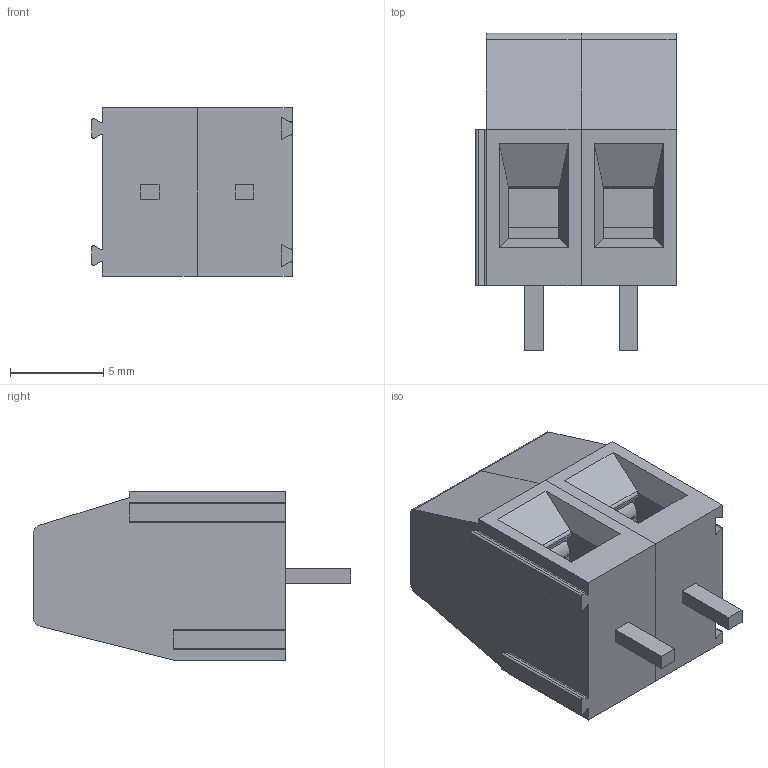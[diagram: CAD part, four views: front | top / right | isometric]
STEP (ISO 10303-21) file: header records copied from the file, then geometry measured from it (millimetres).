
FILE_DESCRIPTION(('STEP AP214'),'1');
FILE_NAME(' ',' ',('TraceParts'),('TraceParts S.A.'),'XStep 1.0',' ',' ');
FILE_SCHEMA(('automotive_design'));
Length unit declared in the file: millimetre
Products named in the file (2): 20020316-H02_ASM|Next assembly relationship;20020316-H-LEM; 20020316-H02_ASM|Next assembly relationship;20020316-H-REM
Bounding box: 10.71 x 17 x 9 mm (x, y, z)
Volume: 954.7 mm3; surface area: 1419.6 mm2
Topology: 2 solids, 2 shells, 310 faces, 856 edges, 560 vertices
Faces by surface type: plane 184, cylinder 78, bspline 24, torus 16, cone 8
Entity records: 11650 total; most frequent: CARTESIAN_POINT 3772, ORIENTED_EDGE 1712, DIRECTION 1508, EDGE_CURVE 856, LINE 596, VECTOR 596, VERTEX_POINT 560, AXIS2_PLACEMENT_3D 456
